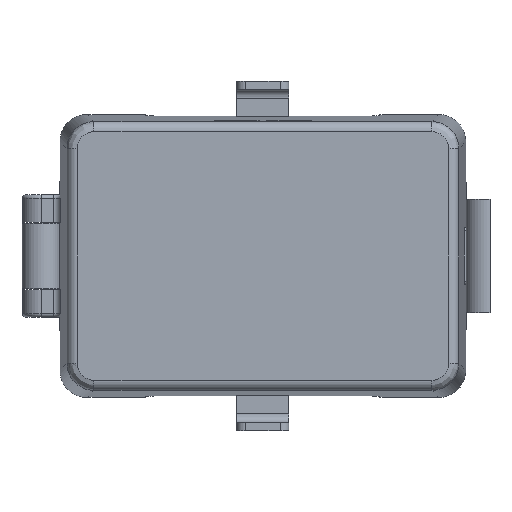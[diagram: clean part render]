
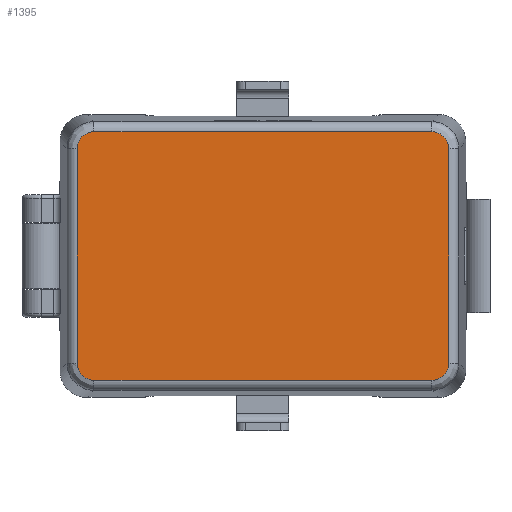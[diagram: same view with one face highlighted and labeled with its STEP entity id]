
A CAD part, front view. The second image highlights one B-rep face of the part: STEP entity #1395.
In plain terms, the highlighted planar face has unit normal (0, -1, 0).
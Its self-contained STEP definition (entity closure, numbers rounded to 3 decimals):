
#1=CARTESIAN_POINT('',(-25.112,0.,18.461));
#2=CARTESIAN_POINT('',(-25.307,0.,18.461));
#3=CARTESIAN_POINT('',(-25.686,0.,18.417));
#4=CARTESIAN_POINT('',(-26.228,0.,18.222));
#5=CARTESIAN_POINT('',(-26.71,0.,17.913));
#6=CARTESIAN_POINT('',(-27.116,0.,17.49));
#7=CARTESIAN_POINT('',(-27.388,0.,17.036));
#8=CARTESIAN_POINT('',(-27.563,0.,16.541));
#9=CARTESIAN_POINT('',(-27.611,0.,16.162));
#10=CARTESIAN_POINT('',(-27.611,0.,15.962));
#12=DIRECTION('',(-1.,0.,0.));
#13=VECTOR('',#12,50.223);
#14=CARTESIAN_POINT('',(25.112,0.,18.461));
#15=LINE('',#14,#13);
#16=CARTESIAN_POINT('',(27.611,0.,15.962));
#17=CARTESIAN_POINT('',(27.611,0.,16.157));
#18=CARTESIAN_POINT('',(27.567,0.,16.536));
#19=CARTESIAN_POINT('',(27.372,0.,17.078));
#20=CARTESIAN_POINT('',(27.063,0.,17.56));
#21=CARTESIAN_POINT('',(26.64,0.,17.966));
#22=CARTESIAN_POINT('',(26.186,0.,18.238));
#23=CARTESIAN_POINT('',(25.691,0.,18.413));
#24=CARTESIAN_POINT('',(25.312,0.,18.461));
#25=CARTESIAN_POINT('',(25.112,0.,18.461));
#27=DIRECTION('',(0.,0.,1.));
#28=VECTOR('',#27,31.923);
#29=CARTESIAN_POINT('',(27.611,0.,-15.962));
#30=LINE('',#29,#28);
#31=CARTESIAN_POINT('',(25.112,0.,-18.461));
#32=CARTESIAN_POINT('',(25.307,0.,-18.461));
#33=CARTESIAN_POINT('',(25.686,0.,-18.417));
#34=CARTESIAN_POINT('',(26.228,0.,-18.222));
#35=CARTESIAN_POINT('',(26.71,0.,-17.913));
#36=CARTESIAN_POINT('',(27.116,0.,-17.49));
#37=CARTESIAN_POINT('',(27.388,0.,-17.036));
#38=CARTESIAN_POINT('',(27.563,0.,-16.541));
#39=CARTESIAN_POINT('',(27.611,0.,-16.162));
#40=CARTESIAN_POINT('',(27.611,0.,-15.962));
#42=DIRECTION('',(1.,0.,0.));
#43=VECTOR('',#42,50.223);
#44=CARTESIAN_POINT('',(-25.112,0.,-18.461));
#45=LINE('',#44,#43);
#46=CARTESIAN_POINT('',(-27.611,0.,-15.962));
#47=CARTESIAN_POINT('',(-27.611,0.,-16.157));
#48=CARTESIAN_POINT('',(-27.567,0.,-16.536));
#49=CARTESIAN_POINT('',(-27.372,0.,-17.078));
#50=CARTESIAN_POINT('',(-27.063,0.,-17.56));
#51=CARTESIAN_POINT('',(-26.64,0.,-17.966));
#52=CARTESIAN_POINT('',(-26.186,0.,-18.238));
#53=CARTESIAN_POINT('',(-25.691,0.,-18.413));
#54=CARTESIAN_POINT('',(-25.312,0.,-18.461));
#55=CARTESIAN_POINT('',(-25.112,0.,-18.461));
#57=DIRECTION('',(0.,0.,-1.));
#58=VECTOR('',#57,31.923);
#59=CARTESIAN_POINT('',(-27.611,0.,15.962));
#60=LINE('',#59,#58);
#1105=VERTEX_POINT('',#1);
#1106=VERTEX_POINT('',#10);
#1109=CARTESIAN_POINT('',(-27.611,0.,-15.962));
#1110=VERTEX_POINT('',#1109);
#1113=VERTEX_POINT('',#55);
#1115=CARTESIAN_POINT('',(25.112,0.,-18.461));
#1116=VERTEX_POINT('',#1115);
#1119=VERTEX_POINT('',#40);
#1121=CARTESIAN_POINT('',(27.611,0.,15.962));
#1122=VERTEX_POINT('',#1121);
#1125=VERTEX_POINT('',#25);
#1372=CARTESIAN_POINT('',(0.,0.,0.));
#1373=DIRECTION('',(0.,1.,0.));
#1374=DIRECTION('',(1.,0.,0.));
#1375=AXIS2_PLACEMENT_3D('',#1372,#1373,#1374);
#1376=PLANE('',#1375);
#1378=ORIENTED_EDGE('',*,*,#1377,.F.);
#1380=ORIENTED_EDGE('',*,*,#1379,.F.);
#1382=ORIENTED_EDGE('',*,*,#1381,.F.);
#1384=ORIENTED_EDGE('',*,*,#1383,.F.);
#1386=ORIENTED_EDGE('',*,*,#1385,.F.);
#1388=ORIENTED_EDGE('',*,*,#1387,.F.);
#1390=ORIENTED_EDGE('',*,*,#1389,.F.);
#1392=ORIENTED_EDGE('',*,*,#1391,.F.);
#1393=EDGE_LOOP('',(#1378,#1380,#1382,#1384,#1386,#1388,#1390,#1392));
#1394=FACE_OUTER_BOUND('',#1393,.F.);
#1395=ADVANCED_FACE('',(#1394),#1376,.F.);
#11=B_SPLINE_CURVE_WITH_KNOTS('',3,(#1,#2,#3,#4,#5,#6,#7,#8,#9,#10),
.UNSPECIFIED.,.F.,.F.,(4,1,1,1,1,1,1,4),(0.,0.143,
0.286,0.429,0.571,0.714,
0.857,1.),.UNSPECIFIED.);
#26=B_SPLINE_CURVE_WITH_KNOTS('',3,(#16,#17,#18,#19,#20,#21,#22,#23,#24,#25),
.UNSPECIFIED.,.F.,.F.,(4,1,1,1,1,1,1,4),(0.,0.143,
0.286,0.429,0.571,0.714,
0.857,1.),.UNSPECIFIED.);
#41=B_SPLINE_CURVE_WITH_KNOTS('',3,(#31,#32,#33,#34,#35,#36,#37,#38,#39,#40),
.UNSPECIFIED.,.F.,.F.,(4,1,1,1,1,1,1,4),(0.,0.143,
0.286,0.429,0.571,0.714,
0.857,1.),.UNSPECIFIED.);
#56=B_SPLINE_CURVE_WITH_KNOTS('',3,(#46,#47,#48,#49,#50,#51,#52,#53,#54,#55),
.UNSPECIFIED.,.F.,.F.,(4,1,1,1,1,1,1,4),(0.,0.143,
0.286,0.429,0.571,0.714,
0.857,1.),.UNSPECIFIED.);
#1377=EDGE_CURVE('',#1105,#1106,#11,.T.);
#1379=EDGE_CURVE('',#1125,#1105,#15,.T.);
#1381=EDGE_CURVE('',#1122,#1125,#26,.T.);
#1383=EDGE_CURVE('',#1119,#1122,#30,.T.);
#1385=EDGE_CURVE('',#1116,#1119,#41,.T.);
#1387=EDGE_CURVE('',#1113,#1116,#45,.T.);
#1389=EDGE_CURVE('',#1110,#1113,#56,.T.);
#1391=EDGE_CURVE('',#1106,#1110,#60,.T.);
